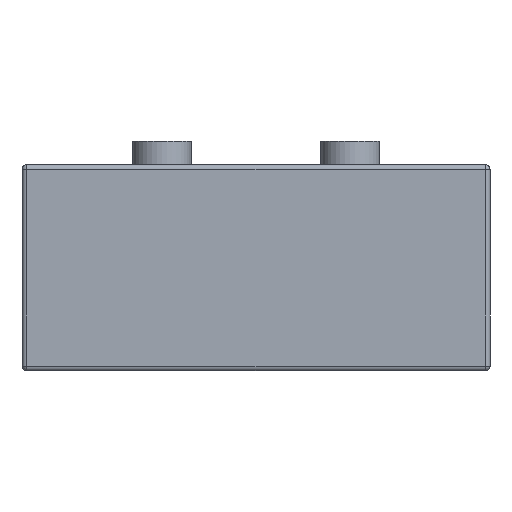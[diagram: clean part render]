
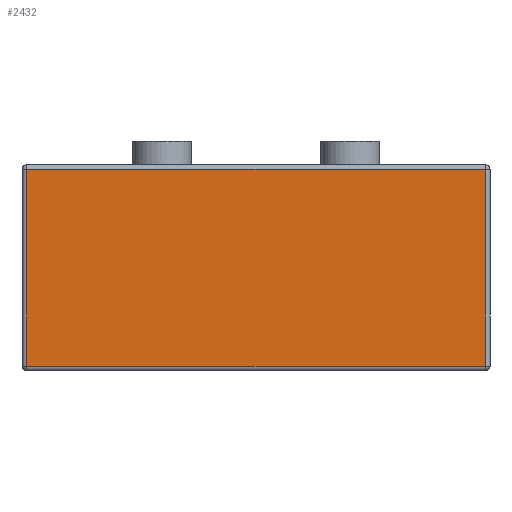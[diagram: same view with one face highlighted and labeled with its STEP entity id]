
A CAD part, front view. The second image highlights one B-rep face of the part: STEP entity #2432.
In plain terms, the highlighted face is planar.
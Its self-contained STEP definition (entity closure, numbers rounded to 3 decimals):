
#1715=CARTESIAN_POINT('',(-37.5,-38.9,0.8));
#1716=VERTEX_POINT('',#1715);
#1752=CARTESIAN_POINT('',(-37.5,38.9,0.8));
#1753=VERTEX_POINT('',#1752);
#1785=CARTESIAN_POINT('',(-37.5,-38.9,34.2));
#1786=VERTEX_POINT('',#1785);
#1855=CARTESIAN_POINT('',(-37.5,38.9,34.2));
#1856=VERTEX_POINT('',#1855);
#2157=CARTESIAN_POINT('',(-37.5,38.9,0.8));
#2158=DIRECTION('',(0.0,0.0,1.0));
#2159=VECTOR('',#2158,33.4);
#2160=LINE('',#2157,#2159);
#2161=EDGE_CURVE('',#1753,#1856,#2160,.T.);
#2172=CARTESIAN_POINT('',(-37.5,38.9,34.2));
#2173=DIRECTION('',(0.0,-1.0,0.0));
#2174=VECTOR('',#2173,77.8);
#2175=LINE('',#2172,#2174);
#2176=EDGE_CURVE('',#1856,#1786,#2175,.T.);
#2216=CARTESIAN_POINT('',(-37.5,-38.9,34.2));
#2217=DIRECTION('',(0.0,0.0,-1.0));
#2218=VECTOR('',#2217,33.4);
#2219=LINE('',#2216,#2218);
#2220=EDGE_CURVE('',#1786,#1716,#2219,.T.);
#2245=CARTESIAN_POINT('',(-37.5,-38.9,0.8));
#2246=DIRECTION('',(0.0,1.0,0.0));
#2247=VECTOR('',#2246,77.8);
#2248=LINE('',#2245,#2247);
#2249=EDGE_CURVE('',#1716,#1753,#2248,.T.);
#2421=CARTESIAN_POINT('',(-37.5,-39.7,0.0));
#2422=DIRECTION('',(-1.0,0.0,0.0));
#2423=DIRECTION('',(0.0,0.0,1.0));
#2424=AXIS2_PLACEMENT_3D('',#2421,#2422,#2423);
#2425=PLANE('',#2424);
#2426=ORIENTED_EDGE('',*,*,#2161,.F.);
#2427=ORIENTED_EDGE('',*,*,#2249,.F.);
#2428=ORIENTED_EDGE('',*,*,#2220,.F.);
#2429=ORIENTED_EDGE('',*,*,#2176,.F.);
#2430=EDGE_LOOP('',(#2426,#2427,#2428,#2429));
#2431=FACE_OUTER_BOUND('',#2430,.T.);
#2432=ADVANCED_FACE('',(#2431),#2425,.T.);
